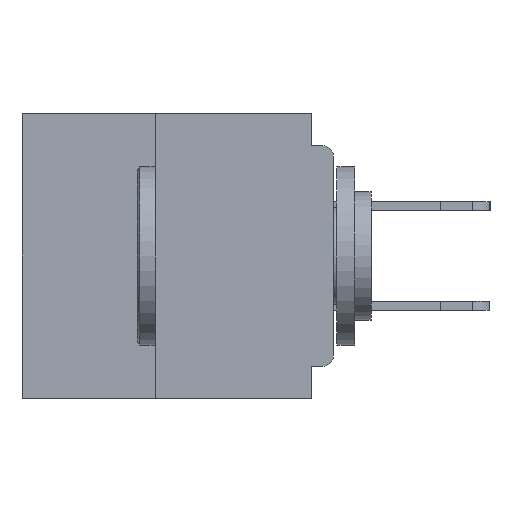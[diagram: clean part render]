
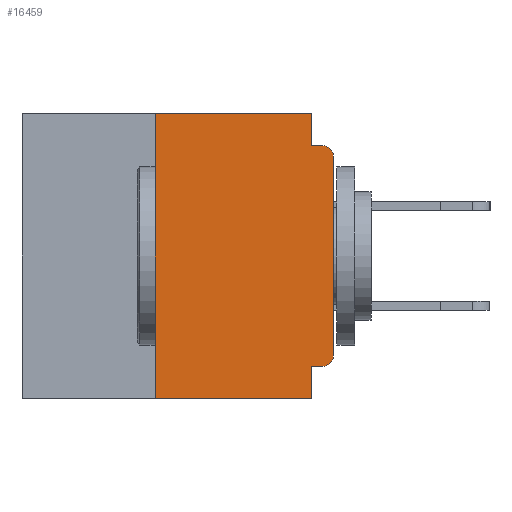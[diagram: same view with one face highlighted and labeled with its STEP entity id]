
A CAD part, left-side view. The second image highlights one B-rep face of the part: STEP entity #16459.
In plain terms, the highlighted planar face has unit normal (-1, 0, 0).
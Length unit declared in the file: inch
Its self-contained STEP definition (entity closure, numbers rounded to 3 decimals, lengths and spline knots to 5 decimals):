
#507 = DIRECTION ( 'NONE',  ( 0., 1., 0. ) ) ;
#671 = CARTESIAN_POINT ( 'NONE',  ( 0., 0.015, -0.06 ) ) ;
#926 = DIRECTION ( 'NONE',  ( 0., 0., 1. ) ) ;
#3642 = AXIS2_PLACEMENT_3D ( 'NONE', #38786, #56826, #29887 ) ;
#5293 = DIRECTION ( 'NONE',  ( 0., 0., -1. ) ) ;
#6318 = VECTOR ( 'NONE', #25756, 39.37008 ) ;
#6968 = EDGE_LOOP ( 'NONE', ( #33147, #22363, #36175, #21483, #53601, #11884, #43215, #12344, #49441, #54570 ) ) ;
#8752 = VERTEX_POINT ( 'NONE', #19220 ) ;
#8990 = VECTOR ( 'NONE', #31829, 39.37008 ) ;
#9603 = AXIS2_PLACEMENT_3D ( 'NONE', #49661, #22671, #54142 ) ;
#9814 = LINE ( 'NONE', #54905, #41554 ) ;
#10615 = VERTEX_POINT ( 'NONE', #37113 ) ;
#11035 = LINE ( 'NONE', #18998, #33587 ) ;
#11188 = LINE ( 'NONE', #52714, #6318 ) ;
#11884 = ORIENTED_EDGE ( 'NONE', *, *, #39339, .F. ) ;
#12344 = ORIENTED_EDGE ( 'NONE', *, *, #43809, .F. ) ;
#12594 = EDGE_CURVE ( 'NONE', #8752, #13799, #52315, .T. ) ;
#12874 = VECTOR ( 'NONE', #20732, 39.37008 ) ;
#13018 = CARTESIAN_POINT ( 'NONE',  ( 0., 0.031, -0.045 ) ) ;
#13799 = VERTEX_POINT ( 'NONE', #34810 ) ;
#14426 = DIRECTION ( 'NONE',  ( 0., 0., -1. ) ) ;
#14927 = EDGE_CURVE ( 'NONE', #45829, #33831, #21024, .T. ) ;
#16212 = CARTESIAN_POINT ( 'NONE',  ( 0., 0.031, 0. ) ) ;
#16459 = ADVANCED_FACE ( 'NONE', ( #38769 ), #47875, .F. ) ;
#16801 = CARTESIAN_POINT ( 'NONE',  ( 0., 0.031, -0.355 ) ) ;
#17458 = AXIS2_PLACEMENT_3D ( 'NONE', #671, #32232, #5293 ) ;
#17467 = DIRECTION ( 'NONE',  ( 0., 0., 1. ) ) ;
#18296 = CARTESIAN_POINT ( 'NONE',  ( 0., 0.031, 0. ) ) ;
#18998 = CARTESIAN_POINT ( 'NONE',  ( 0., 0.031, -0.4 ) ) ;
#19220 = CARTESIAN_POINT ( 'NONE',  ( 0., 0., -0.34 ) ) ;
#20069 = VECTOR ( 'NONE', #507, 39.37008 ) ;
#20732 = DIRECTION ( 'NONE',  ( 0., 0., -1. ) ) ;
#21024 = LINE ( 'NONE', #40911, #8990 ) ;
#21483 = ORIENTED_EDGE ( 'NONE', *, *, #26846, .F. ) ;
#21855 = VERTEX_POINT ( 'NONE', #13018 ) ;
#22363 = ORIENTED_EDGE ( 'NONE', *, *, #52020, .T. ) ;
#22378 = EDGE_CURVE ( 'NONE', #10615, #42369, #11188, .T. ) ;
#22671 = DIRECTION ( 'NONE',  ( -1., 0., 0. ) ) ;
#22901 = CIRCLE ( 'NONE', #9603, 0.015 ) ;
#23574 = CARTESIAN_POINT ( 'NONE',  ( 0., 0.015, -0.045 ) ) ;
#24604 = DIRECTION ( 'NONE',  ( 0., -1., 0. ) ) ;
#25176 = CARTESIAN_POINT ( 'NONE',  ( 0., 0.015, -0.355 ) ) ;
#25517 = VERTEX_POINT ( 'NONE', #23574 ) ;
#25756 = DIRECTION ( 'NONE',  ( 0., -1., 0. ) ) ;
#26846 = EDGE_CURVE ( 'NONE', #42369, #21855, #33998, .T. ) ;
#26905 = VERTEX_POINT ( 'NONE', #16801 ) ;
#29887 = DIRECTION ( 'NONE',  ( 0., 0., -1. ) ) ;
#31627 = LINE ( 'NONE', #47067, #54180 ) ;
#31829 = DIRECTION ( 'NONE',  ( 0., -1., 0. ) ) ;
#32232 = DIRECTION ( 'NONE',  ( -1., 0., 0. ) ) ;
#33147 = ORIENTED_EDGE ( 'NONE', *, *, #12594, .T. ) ;
#33587 = VECTOR ( 'NONE', #14426, 39.37008 ) ;
#33831 = VERTEX_POINT ( 'NONE', #36292 ) ;
#33998 = LINE ( 'NONE', #16212, #12874 ) ;
#34810 = CARTESIAN_POINT ( 'NONE',  ( 0., 0., -0.06 ) ) ;
#36175 = ORIENTED_EDGE ( 'NONE', *, *, #51079, .F. ) ;
#36292 = CARTESIAN_POINT ( 'NONE',  ( 0., 0.031, -0.4 ) ) ;
#37113 = CARTESIAN_POINT ( 'NONE',  ( 0., 0.25, 0. ) ) ;
#38253 = CARTESIAN_POINT ( 'NONE',  ( 0., 0.25, -0.4 ) ) ;
#38769 = FACE_OUTER_BOUND ( 'NONE', #6968, .T. ) ;
#38786 = CARTESIAN_POINT ( 'NONE',  ( 0., 0.437, 0. ) ) ;
#39339 = EDGE_CURVE ( 'NONE', #45829, #10615, #9814, .T. ) ;
#40911 = CARTESIAN_POINT ( 'NONE',  ( 0., 0.437, -0.4 ) ) ;
#41554 = VECTOR ( 'NONE', #926, 39.37008 ) ;
#41749 = VECTOR ( 'NONE', #17467, 39.37008 ) ;
#42369 = VERTEX_POINT ( 'NONE', #18296 ) ;
#43215 = ORIENTED_EDGE ( 'NONE', *, *, #14927, .T. ) ;
#43809 = EDGE_CURVE ( 'NONE', #26905, #33831, #11035, .T. ) ;
#44464 = CARTESIAN_POINT ( 'NONE',  ( 0., 0., 0. ) ) ;
#45540 = CARTESIAN_POINT ( 'NONE',  ( 0., 0., -0.355 ) ) ;
#45829 = VERTEX_POINT ( 'NONE', #38253 ) ;
#45902 = CIRCLE ( 'NONE', #17458, 0.015 ) ;
#47067 = CARTESIAN_POINT ( 'NONE',  ( 0., 0., -0.045 ) ) ;
#47875 = PLANE ( 'NONE',  #3642 ) ;
#49441 = ORIENTED_EDGE ( 'NONE', *, *, #56275, .F. ) ;
#49661 = CARTESIAN_POINT ( 'NONE',  ( 0., 0.015, -0.34 ) ) ;
#51079 = EDGE_CURVE ( 'NONE', #21855, #25517, #31627, .T. ) ;
#51173 = VERTEX_POINT ( 'NONE', #25176 ) ;
#52020 = EDGE_CURVE ( 'NONE', #13799, #25517, #45902, .T. ) ;
#52315 = LINE ( 'NONE', #44464, #41749 ) ;
#52714 = CARTESIAN_POINT ( 'NONE',  ( 0., 0.437, 0. ) ) ;
#53601 = ORIENTED_EDGE ( 'NONE', *, *, #22378, .F. ) ;
#54142 = DIRECTION ( 'NONE',  ( 0., 0., -1. ) ) ;
#54180 = VECTOR ( 'NONE', #24604, 39.37008 ) ;
#54570 = ORIENTED_EDGE ( 'NONE', *, *, #56208, .T. ) ;
#54905 = CARTESIAN_POINT ( 'NONE',  ( 0., 0.25, -0.4 ) ) ;
#55943 = LINE ( 'NONE', #45540, #20069 ) ;
#56208 = EDGE_CURVE ( 'NONE', #51173, #8752, #22901, .T. ) ;
#56275 = EDGE_CURVE ( 'NONE', #51173, #26905, #55943, .T. ) ;
#56826 = DIRECTION ( 'NONE',  ( 1., 0., 0. ) ) ;
